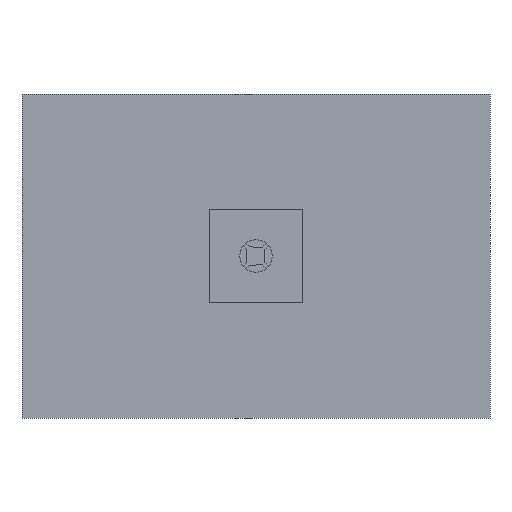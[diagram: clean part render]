
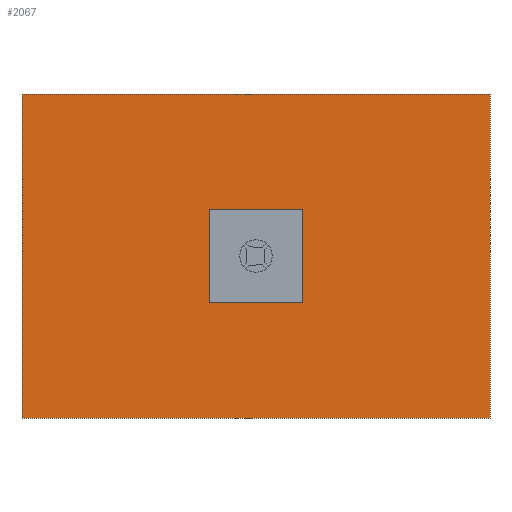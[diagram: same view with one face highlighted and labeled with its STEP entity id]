
A CAD part, front view. The second image highlights one B-rep face of the part: STEP entity #2067.
In plain terms, the highlighted planar face has unit normal (0, -1, 0).
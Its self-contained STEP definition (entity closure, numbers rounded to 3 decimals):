
#46 = ORIENTED_EDGE ( 'NONE', *, *, #1312, .T. ) ;
#64 = CARTESIAN_POINT ( 'NONE',  ( -80., 0., -77.5 ) ) ;
#115 = CARTESIAN_POINT ( 'NONE',  ( 650., 0., -450. ) ) ;
#117 = VERTEX_POINT ( 'NONE', #1375 ) ;
#126 = CARTESIAN_POINT ( 'NONE',  ( 77.5, 0., -77.5 ) ) ;
#147 = VERTEX_POINT ( 'NONE', #226 ) ;
#216 = VERTEX_POINT ( 'NONE', #3224 ) ;
#226 = CARTESIAN_POINT ( 'NONE',  ( -650., 0., 450. ) ) ;
#227 = ORIENTED_EDGE ( 'NONE', *, *, #1614, .F. ) ;
#228 = VERTEX_POINT ( 'NONE', #3279 ) ;
#258 = VERTEX_POINT ( 'NONE', #1130 ) ;
#280 = ORIENTED_EDGE ( 'NONE', *, *, #3015, .F. ) ;
#380 = DIRECTION ( 'NONE',  ( 0., 0., 1. ) ) ;
#412 = DIRECTION ( 'NONE',  ( 0., 0., 1. ) ) ;
#415 = CARTESIAN_POINT ( 'NONE',  ( 80., 0., 77.5 ) ) ;
#457 = DIRECTION ( 'NONE',  ( 0., 1., 0. ) ) ;
#525 = DIRECTION ( 'NONE',  ( 0., 1., 0. ) ) ;
#612 = CARTESIAN_POINT ( 'NONE',  ( -650., 0., 450. ) ) ;
#767 = CARTESIAN_POINT ( 'NONE',  ( 77.5, 0., 80. ) ) ;
#802 = ORIENTED_EDGE ( 'NONE', *, *, #2805, .T. ) ;
#804 = EDGE_CURVE ( 'NONE', #2136, #117, #2986, .T. ) ;
#926 = ORIENTED_EDGE ( 'NONE', *, *, #1188, .T. ) ;
#938 = DIRECTION ( 'NONE',  ( -1., 0., 0. ) ) ;
#943 = CARTESIAN_POINT ( 'NONE',  ( -650., 0., -450. ) ) ;
#1001 = DIRECTION ( 'NONE',  ( 0., 1., 0. ) ) ;
#1018 = EDGE_CURVE ( 'NONE', #117, #228, #2480, .T. ) ;
#1025 = VERTEX_POINT ( 'NONE', #415 ) ;
#1130 = CARTESIAN_POINT ( 'NONE',  ( -80., 0., -77.5 ) ) ;
#1133 = LINE ( 'NONE', #2789, #1203 ) ;
#1185 = ORIENTED_EDGE ( 'NONE', *, *, #1363, .T. ) ;
#1188 = EDGE_CURVE ( 'NONE', #1385, #1483, #3125, .T. ) ;
#1203 = VECTOR ( 'NONE', #2396, 1000. ) ;
#1205 = VECTOR ( 'NONE', #938, 1000. ) ;
#1258 = LINE ( 'NONE', #943, #1205 ) ;
#1312 = EDGE_CURVE ( 'NONE', #228, #258, #2219, .T. ) ;
#1333 = LINE ( 'NONE', #1509, #1433 ) ;
#1341 = DIRECTION ( 'NONE',  ( 1., 0., 0. ) ) ;
#1363 = EDGE_CURVE ( 'NONE', #258, #1385, #1480, .T. ) ;
#1371 = VECTOR ( 'NONE', #412, 1000. ) ;
#1375 = CARTESIAN_POINT ( 'NONE',  ( 77.5, 0., -80. ) ) ;
#1385 = VERTEX_POINT ( 'NONE', #2565 ) ;
#1415 = ORIENTED_EDGE ( 'NONE', *, *, #3173, .F. ) ;
#1433 = VECTOR ( 'NONE', #1512, 1000. ) ;
#1464 = DIRECTION ( 'NONE',  ( 0., 1., 0. ) ) ;
#1465 = VECTOR ( 'NONE', #2320, 1000. ) ;
#1477 = CARTESIAN_POINT ( 'NONE',  ( -77.5, 0., -80. ) ) ;
#1480 = LINE ( 'NONE', #64, #1371 ) ;
#1483 = VERTEX_POINT ( 'NONE', #2217 ) ;
#1484 = DIRECTION ( 'NONE',  ( 0., 0., 1. ) ) ;
#1486 = LINE ( 'NONE', #2352, #1465 ) ;
#1503 = CARTESIAN_POINT ( 'NONE',  ( -77.5, 0., 77.5 ) ) ;
#1505 = CARTESIAN_POINT ( 'NONE',  ( 650., 0., -450. ) ) ;
#1509 = CARTESIAN_POINT ( 'NONE',  ( -77.5, 0., 80. ) ) ;
#1512 = DIRECTION ( 'NONE',  ( 1., 0., 0. ) ) ;
#1518 = VERTEX_POINT ( 'NONE', #115 ) ;
#1526 = DIRECTION ( 'NONE',  ( 0., 0., -1. ) ) ;
#1569 = VECTOR ( 'NONE', #1701, 1000. ) ;
#1570 = ORIENTED_EDGE ( 'NONE', *, *, #1018, .T. ) ;
#1580 = CARTESIAN_POINT ( 'NONE',  ( 650., 0., 450. ) ) ;
#1598 = VERTEX_POINT ( 'NONE', #1580 ) ;
#1614 = EDGE_CURVE ( 'NONE', #147, #1598, #3190, .T. ) ;
#1701 = DIRECTION ( 'NONE',  ( -1., 0., 0. ) ) ;
#1713 = CARTESIAN_POINT ( 'NONE',  ( -77.5, 0., -77.5 ) ) ;
#1722 = PLANE ( 'NONE',  #2723 ) ;
#1827 = EDGE_LOOP ( 'NONE', ( #2622, #802, #2783, #2248, #1570, #46, #1185, #926 ) ) ;
#1948 = DIRECTION ( 'NONE',  ( 0., 0., -1. ) ) ;
#1963 = CIRCLE ( 'NONE', #3105, 2.5 ) ;
#1989 = VERTEX_POINT ( 'NONE', #767 ) ;
#2067 = ADVANCED_FACE ( 'NONE', ( #3213, #3209 ), #1722, .F. ) ;
#2121 = AXIS2_PLACEMENT_3D ( 'NONE', #126, #525, #1948 ) ;
#2136 = VERTEX_POINT ( 'NONE', #2401 ) ;
#2217 = CARTESIAN_POINT ( 'NONE',  ( -77.5, 0., 80. ) ) ;
#2219 = CIRCLE ( 'NONE', #2465, 2.5 ) ;
#2248 = ORIENTED_EDGE ( 'NONE', *, *, #804, .T. ) ;
#2320 = DIRECTION ( 'NONE',  ( 0., 0., -1. ) ) ;
#2352 = CARTESIAN_POINT ( 'NONE',  ( 80., 0., -77.5 ) ) ;
#2379 = EDGE_CURVE ( 'NONE', #1598, #1518, #2754, .T. ) ;
#2396 = DIRECTION ( 'NONE',  ( 0., 0., 1. ) ) ;
#2401 = CARTESIAN_POINT ( 'NONE',  ( 80., 0., -77.5 ) ) ;
#2465 = AXIS2_PLACEMENT_3D ( 'NONE', #1713, #457, #380 ) ;
#2480 = LINE ( 'NONE', #1477, #1569 ) ;
#2523 = EDGE_LOOP ( 'NONE', ( #1415, #280, #2684, #227 ) ) ;
#2565 = CARTESIAN_POINT ( 'NONE',  ( -80., 0., 77.5 ) ) ;
#2602 = AXIS2_PLACEMENT_3D ( 'NONE', #1503, #1464, #1484 ) ;
#2622 = ORIENTED_EDGE ( 'NONE', *, *, #2945, .T. ) ;
#2684 = ORIENTED_EDGE ( 'NONE', *, *, #2379, .F. ) ;
#2709 = DIRECTION ( 'NONE',  ( 0., 0., 1. ) ) ;
#2722 = DIRECTION ( 'NONE',  ( 0., 1., 0. ) ) ;
#2723 = AXIS2_PLACEMENT_3D ( 'NONE', #3112, #1001, #3165 ) ;
#2740 = CARTESIAN_POINT ( 'NONE',  ( 77.5, 0., 77.5 ) ) ;
#2754 = LINE ( 'NONE', #1505, #2776 ) ;
#2776 = VECTOR ( 'NONE', #1526, 1000. ) ;
#2783 = ORIENTED_EDGE ( 'NONE', *, *, #2862, .T. ) ;
#2789 = CARTESIAN_POINT ( 'NONE',  ( -650., 0., -450. ) ) ;
#2805 = EDGE_CURVE ( 'NONE', #1989, #1025, #1963, .T. ) ;
#2862 = EDGE_CURVE ( 'NONE', #1025, #2136, #1486, .T. ) ;
#2945 = EDGE_CURVE ( 'NONE', #1483, #1989, #1333, .T. ) ;
#2986 = CIRCLE ( 'NONE', #2121, 2.5 ) ;
#3015 = EDGE_CURVE ( 'NONE', #1518, #216, #1258, .T. ) ;
#3105 = AXIS2_PLACEMENT_3D ( 'NONE', #2740, #2722, #2709 ) ;
#3112 = CARTESIAN_POINT ( 'NONE',  ( -650., 0., 450. ) ) ;
#3125 = CIRCLE ( 'NONE', #2602, 2.5 ) ;
#3165 = DIRECTION ( 'NONE',  ( 0., 0., 1. ) ) ;
#3173 = EDGE_CURVE ( 'NONE', #216, #147, #1133, .T. ) ;
#3187 = VECTOR ( 'NONE', #1341, 1000. ) ;
#3190 = LINE ( 'NONE', #612, #3187 ) ;
#3209 = FACE_OUTER_BOUND ( 'NONE', #2523, .T. ) ;
#3213 = FACE_BOUND ( 'NONE', #1827, .T. ) ;
#3224 = CARTESIAN_POINT ( 'NONE',  ( -650., 0., -450. ) ) ;
#3279 = CARTESIAN_POINT ( 'NONE',  ( -77.5, 0., -80. ) ) ;
